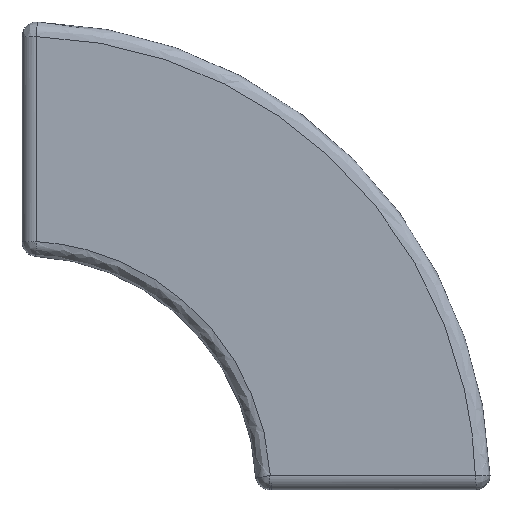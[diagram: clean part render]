
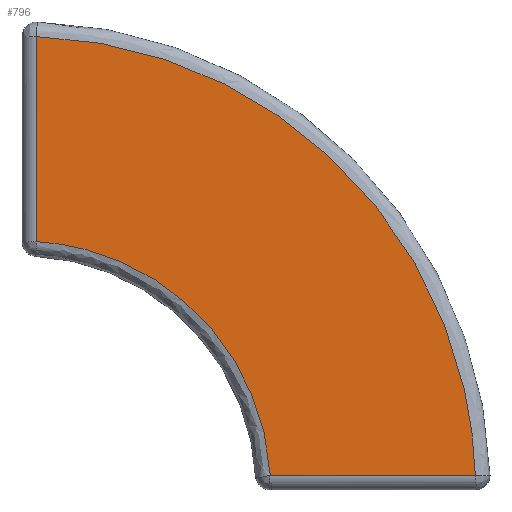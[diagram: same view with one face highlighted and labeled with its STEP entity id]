
A CAD part, top view. The second image highlights one B-rep face of the part: STEP entity #796.
In plain terms, the highlighted planar face has unit normal (0, 0, 1).
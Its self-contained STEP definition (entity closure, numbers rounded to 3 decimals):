
#17 = CARTESIAN_POINT ( 'NONE',  ( 0., 38.75, 4. ) ) ;
#21 = CARTESIAN_POINT ( 'NONE',  ( 42.426, 2.505, 4. ) ) ;
#30 = VECTOR ( 'NONE', #440, 1000. ) ;
#52 = CARTESIAN_POINT ( 'NONE',  ( 2.5, 77.46, 4. ) ) ;
#83 = CARTESIAN_POINT ( 'NONE',  ( 2.5, 0., 4. ) ) ;
#114 = CARTESIAN_POINT ( 'NONE',  ( 2.5, 42.426, 4. ) ) ;
#116 = CARTESIAN_POINT ( 'NONE',  ( 77.46, 2.505, 4. ) ) ;
#142 = CARTESIAN_POINT ( 'NONE',  ( 45.584, 76.069, 4. ) ) ;
#189 = CARTESIAN_POINT ( 'NONE',  ( 42.426, 2.505, 4. ) ) ;
#198 = ORIENTED_EDGE ( 'NONE', *, *, #469, .F. ) ;
#237 =( BOUNDED_CURVE ( )  B_SPLINE_CURVE ( 3, ( #52, #142, #498, #483 ),
 .UNSPECIFIED., .F., .F. ) 
 B_SPLINE_CURVE_WITH_KNOTS ( ( 4, 4 ),
 ( 0., 1. ),
 .UNSPECIFIED. ) 
 CURVE ( )  GEOMETRIC_REPRESENTATION_ITEM ( )  RATIONAL_B_SPLINE_CURVE ( ( 1., 0.82, 0.82, 1. ) ) 
 REPRESENTATION_ITEM ( '' )  );
#249 = CARTESIAN_POINT ( 'NONE',  ( 2.5, 42.426, 4. ) ) ;
#263 = LINE ( 'NONE', #83, #30 ) ;
#280 = FACE_OUTER_BOUND ( 'NONE', #592, .T. ) ;
#324 = CARTESIAN_POINT ( 'NONE',  ( 240., 2.505, 4. ) ) ;
#331 = AXIS2_PLACEMENT_3D ( 'NONE', #17, #830, #834 ) ;
#358 = PLANE ( 'NONE',  #331 ) ;
#435 = VERTEX_POINT ( 'NONE', #1083 ) ;
#440 = DIRECTION ( 'NONE',  ( 0., 1., 0. ) ) ;
#447 = VECTOR ( 'NONE', #1143, 1000. ) ;
#449 = VERTEX_POINT ( 'NONE', #189 ) ;
#469 = EDGE_CURVE ( 'NONE', #449, #739, #750, .T. ) ;
#483 = CARTESIAN_POINT ( 'NONE',  ( 77.46, 2.505, 4. ) ) ;
#498 = CARTESIAN_POINT ( 'NONE',  ( 76.066, 45.589, 4. ) ) ;
#572 = EDGE_CURVE ( 'NONE', #435, #1124, #237, .T. ) ;
#592 = EDGE_LOOP ( 'NONE', ( #754, #984, #936, #198 ) ) ;
#640 = EDGE_CURVE ( 'NONE', #1124, #449, #693, .T. ) ;
#645 = CARTESIAN_POINT ( 'NONE',  ( 41.092, 25.095, 4. ) ) ;
#693 = LINE ( 'NONE', #324, #447 ) ;
#735 = EDGE_CURVE ( 'NONE', #739, #435, #263, .T. ) ;
#739 = VERTEX_POINT ( 'NONE', #249 ) ;
#750 =( BOUNDED_CURVE ( )  B_SPLINE_CURVE ( 3, ( #21, #645, #1093, #114 ),
 .UNSPECIFIED., .F., .F. ) 
 B_SPLINE_CURVE_WITH_KNOTS ( ( 4, 4 ),
 ( 0., 1. ),
 .UNSPECIFIED. ) 
 CURVE ( )  GEOMETRIC_REPRESENTATION_ITEM ( )  RATIONAL_B_SPLINE_CURVE ( ( 1., 0.832, 0.832, 1. ) ) 
 REPRESENTATION_ITEM ( '' )  );
#754 = ORIENTED_EDGE ( 'NONE', *, *, #640, .F. ) ;
#796 = ADVANCED_FACE ( 'NONE', ( #280 ), #358, .T. ) ;
#830 = DIRECTION ( 'NONE',  ( 0., 0., 1. ) ) ;
#834 = DIRECTION ( 'NONE',  ( 0., -1., 0. ) ) ;
#936 = ORIENTED_EDGE ( 'NONE', *, *, #735, .F. ) ;
#984 = ORIENTED_EDGE ( 'NONE', *, *, #572, .F. ) ;
#1083 = CARTESIAN_POINT ( 'NONE',  ( 2.5, 77.46, 4. ) ) ;
#1093 = CARTESIAN_POINT ( 'NONE',  ( 25.09, 41.095, 4. ) ) ;
#1124 = VERTEX_POINT ( 'NONE', #116 ) ;
#1143 = DIRECTION ( 'NONE',  ( -1., 0., 0. ) ) ;
